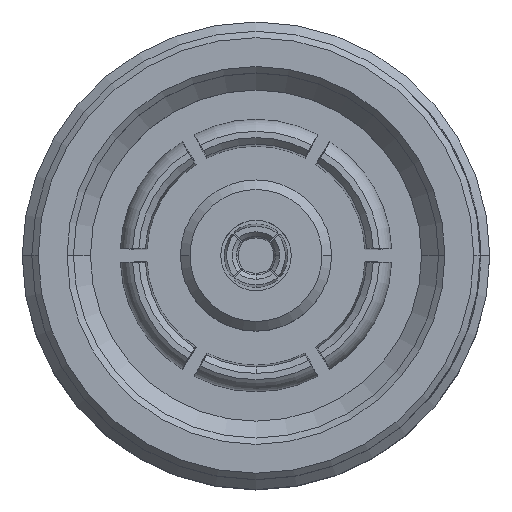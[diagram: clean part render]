
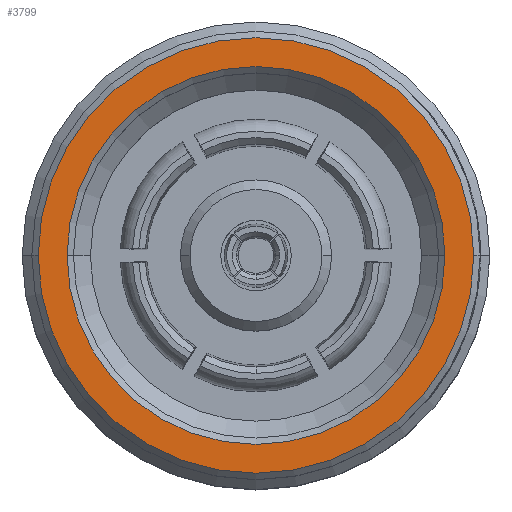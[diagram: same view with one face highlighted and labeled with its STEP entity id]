
A CAD part, top view. The second image highlights one B-rep face of the part: STEP entity #3799.
In plain terms, the highlighted planar face has unit normal (0, 0, 1).
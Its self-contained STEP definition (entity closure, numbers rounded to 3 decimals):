
#578 = FACE_BOUND ( 'NONE', #8410, .T. ) ;
#1033 = ORIENTED_EDGE ( 'NONE', *, *, #4358, .T. ) ;
#1883 = DIRECTION ( 'NONE',  ( 0., 0., 1. ) ) ;
#1943 = VERTEX_POINT ( 'NONE', #16228 ) ;
#2910 = AXIS2_PLACEMENT_3D ( 'NONE', #4482, #13459, #5764 ) ;
#3064 = AXIS2_PLACEMENT_3D ( 'NONE', #14793, #7117, #16081 ) ;
#3799 = ADVANCED_FACE ( 'NONE', ( #7779, #578 ), #8370, .F. ) ;
#4087 = CARTESIAN_POINT ( 'NONE',  ( 5.9, 0., 0.85 ) ) ;
#4358 = EDGE_CURVE ( 'NONE', #5025, #1943, #14668, .T. ) ;
#4482 = CARTESIAN_POINT ( 'NONE',  ( 0., 0., 0.85 ) ) ;
#5025 = VERTEX_POINT ( 'NONE', #4087 ) ;
#5235 = CARTESIAN_POINT ( 'NONE',  ( 0., 0., 0.85 ) ) ;
#5764 = DIRECTION ( 'NONE',  ( -1., 0., 0. ) ) ;
#6191 = CARTESIAN_POINT ( 'NONE',  ( -6.8, 0., 0.85 ) ) ;
#6518 = DIRECTION ( 'NONE',  ( -1., 0., 0. ) ) ;
#6774 = DIRECTION ( 'NONE',  ( 0., 0., 1. ) ) ;
#7117 = DIRECTION ( 'NONE',  ( 0., 0., -1. ) ) ;
#7249 = AXIS2_PLACEMENT_3D ( 'NONE', #14468, #6774, #15739 ) ;
#7779 = FACE_OUTER_BOUND ( 'NONE', #12251, .T. ) ;
#8259 = ORIENTED_EDGE ( 'NONE', *, *, #12412, .T. ) ;
#8370 = PLANE ( 'NONE',  #3064 ) ;
#8410 = EDGE_LOOP ( 'NONE', ( #1033, #8259 ) ) ;
#8613 = CIRCLE ( 'NONE', #13965, 5.9 ) ;
#8993 = CARTESIAN_POINT ( 'NONE',  ( 6.8, 0., 0.85 ) ) ;
#9000 = VERTEX_POINT ( 'NONE', #8993 ) ;
#9556 = CARTESIAN_POINT ( 'NONE',  ( 0., 0., 0.85 ) ) ;
#9837 = VERTEX_POINT ( 'NONE', #6191 ) ;
#10848 = DIRECTION ( 'NONE',  ( -1., 0., 0. ) ) ;
#11977 = CIRCLE ( 'NONE', #13871, 6.8 ) ;
#12251 = EDGE_LOOP ( 'NONE', ( #14858, #12884 ) ) ;
#12412 = EDGE_CURVE ( 'NONE', #1943, #5025, #8613, .T. ) ;
#12884 = ORIENTED_EDGE ( 'NONE', *, *, #14042, .T. ) ;
#13057 = EDGE_CURVE ( 'NONE', #9837, #9000, #11977, .T. ) ;
#13459 = DIRECTION ( 'NONE',  ( 0., 0., -1. ) ) ;
#13871 = AXIS2_PLACEMENT_3D ( 'NONE', #9556, #1883, #10848 ) ;
#13965 = AXIS2_PLACEMENT_3D ( 'NONE', #5235, #14189, #6518 ) ;
#14042 = EDGE_CURVE ( 'NONE', #9000, #9837, #15127, .T. ) ;
#14189 = DIRECTION ( 'NONE',  ( 0., 0., -1. ) ) ;
#14468 = CARTESIAN_POINT ( 'NONE',  ( 0., 0., 0.85 ) ) ;
#14668 = CIRCLE ( 'NONE', #2910, 5.9 ) ;
#14793 = CARTESIAN_POINT ( 'NONE',  ( 0., 0., 0.85 ) ) ;
#14858 = ORIENTED_EDGE ( 'NONE', *, *, #13057, .T. ) ;
#15127 = CIRCLE ( 'NONE', #7249, 6.8 ) ;
#15739 = DIRECTION ( 'NONE',  ( -1., 0., 0. ) ) ;
#16081 = DIRECTION ( 'NONE',  ( -1., 0., 0. ) ) ;
#16228 = CARTESIAN_POINT ( 'NONE',  ( -5.9, 0., 0.85 ) ) ;
